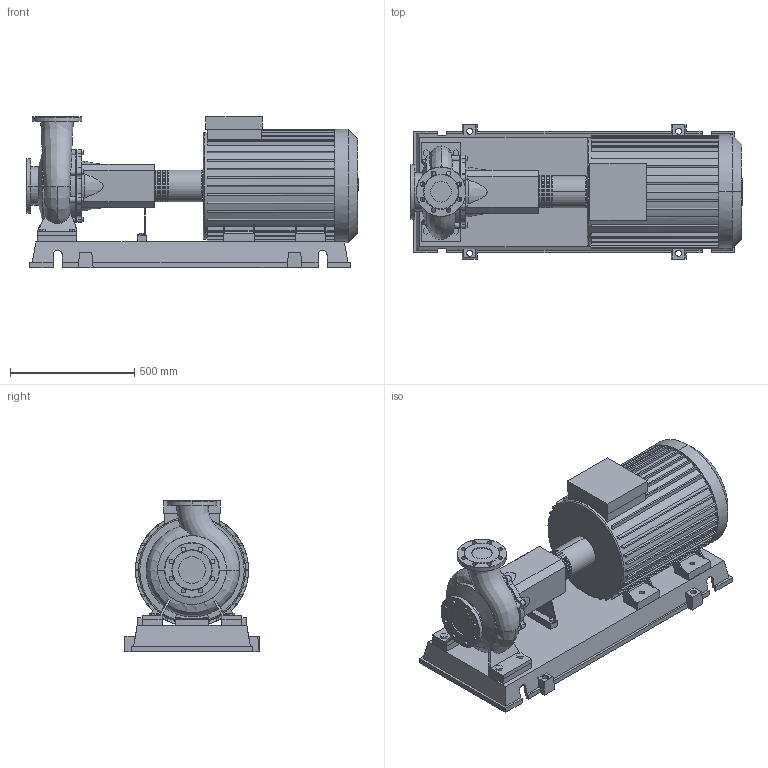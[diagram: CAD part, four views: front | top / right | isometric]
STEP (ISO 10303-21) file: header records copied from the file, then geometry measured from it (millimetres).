
FILE_DESCRIPTION((''),'2;1');
FILE_NAME('3d_NL80_250-45-2-05-4109278.stp','2015-03-03T07:54:33',(''),(''),'Mechanical Desktop 2009','Mechanical Desktop 2009',', , ');
FILE_SCHEMA(('CONFIG_CONTROL_DESIGN'));
Length unit declared in the file: millimetre
Products named in the file (1): Product
Bounding box: 1335 x 540 x 608 mm (x, y, z)
Volume: 137014222.2 mm3; surface area: 4948533.3 mm2
Topology: 14 solids, 14 shells, 859 faces, 2304 edges, 1516 vertices
Faces by surface type: plane 449, cylinder 229, bspline 153, cone 14, torus 14
Full cylindrical faces by diameter (mm): 277 x1
Entity records: 31412 total; most frequent: CARTESIAN_POINT 9698, ORIENTED_EDGE 4610, DIRECTION 4360, EDGE_CURVE 2305, VERTEX_POINT 1514, AXIS2_PLACEMENT_3D 1458, VECTOR 1444, LINE 1444
